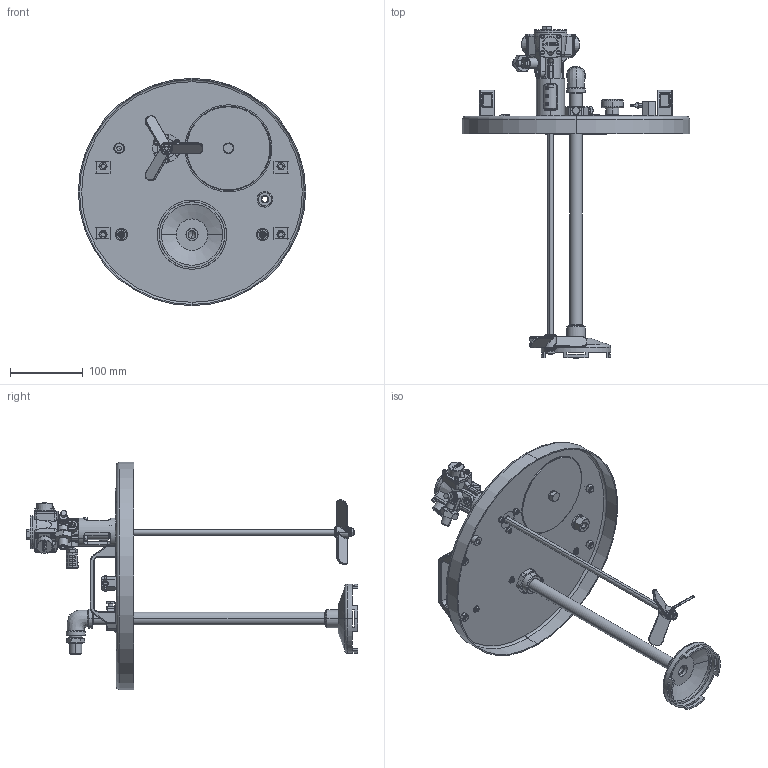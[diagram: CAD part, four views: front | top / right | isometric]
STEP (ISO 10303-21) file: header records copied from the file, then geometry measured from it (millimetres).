
FILE_DESCRIPTION (( 'STEP AP203' ), '1' );
FILE_NAME ('[STEP]AMM-723.STEP', '2023-12-13T06:02:18', ( '' ), ( '' ), 'SwSTEP 2.0', 'SolidWorks 2019', '' );
FILE_SCHEMA (( 'CONFIG_CONTROL_DESIGN' ));
Length unit declared in the file: millimetre
Products named in the file (6): 05001270_荌幫俅偷assy; Part2^AMM-723-1000_穴埋め用; [STEP]AMM-723; 06996718_ｵｲﾚｽﾍﾞｱﾘﾝｸﾞ; 15F5_帡椗葇詭; Part1^AMM-723-1000_穴埋め用
Assembly tree (5 placements, depth 3):
  [STEP]AMM-723
    15F5_帡椗葇詭
    05001270_荌幫俅偷assy
      06996718_ｵｲﾚｽﾍﾞｱﾘﾝｸﾞ
    Part1^AMM-723-1000_穴埋め用
    Part2^AMM-723-1000_穴埋め用
Bounding box: 312.2 x 455.5 x 312.2 mm (x, y, z)
Volume: 556547.1 mm3; surface area: 354265 mm2
Topology: 9 solids, 25 shells, 2829 faces, 6818 edges, 4147 vertices
Faces by surface type: plane 1180, cylinder 643, cone 476, bspline 277, torus 209, sphere 44
Entity records: 94316 total; most frequent: CARTESIAN_POINT 29392, ORIENTED_EDGE 13520, DIRECTION 13264, EDGE_CURVE 6760, AXIS2_PLACEMENT_3D 4961, VERTEX_POINT 4147, LINE 3342, VECTOR 3342
